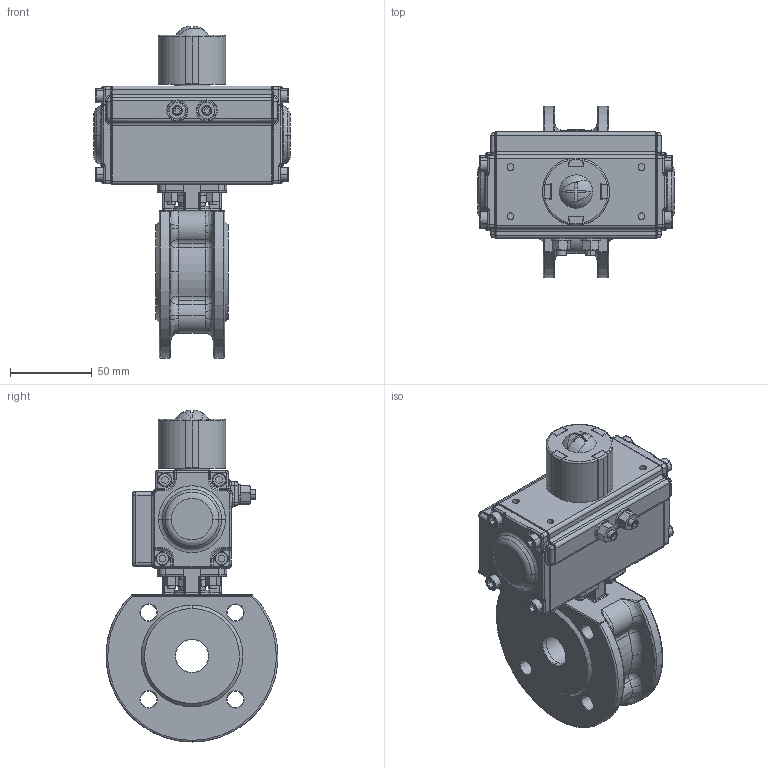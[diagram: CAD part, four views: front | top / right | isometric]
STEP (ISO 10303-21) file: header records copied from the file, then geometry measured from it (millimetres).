
FILE_DESCRIPTION(('HOOPS Exchange Step'),'2;1');
FILE_NAME('PK0700_DN20.stp','2025-05-09T10:22:50+02:00',('nieru'),('Unknown organisation'),'HOOPS Exchange 2024.2','HOOPS Exchange','Unknown authorisation');
FILE_SCHEMA( ('AP203_CONFIGURATION_CONTROLLED_3D_DESIGN_OF_MECHANICAL_PARTS_AND_ASSEMBLIES_MIM_LF') );
Length unit declared in the file: millimetre
Products named in the file (5): 0; root
Assembly tree (4 placements, depth 3):
  root
    0
      0
      0
      0
Bounding box: 120 x 104.86 x 202.65 mm (x, y, z)
Volume: 530762.3 mm3; surface area: 138226.4 mm2
Topology: 35 solids, 35 shells, 1795 faces, 4340 edges, 2576 vertices
Faces by surface type: cylinder 624, plane 534, torus 218, bspline 178, cone 169, sphere 72
Full cylindrical faces by diameter (mm): 5 x1, 13.97 x1, 20 x1
Entity records: 75702 total; most frequent: CARTESIAN_POINT 35301, ORIENTED_EDGE 8506, DIRECTION 8242, EDGE_CURVE 4253, AXIS2_PLACEMENT_3D 3232, VERTEX_POINT 2578, EDGE_LOOP 1935, FACE_BOUND 1935
